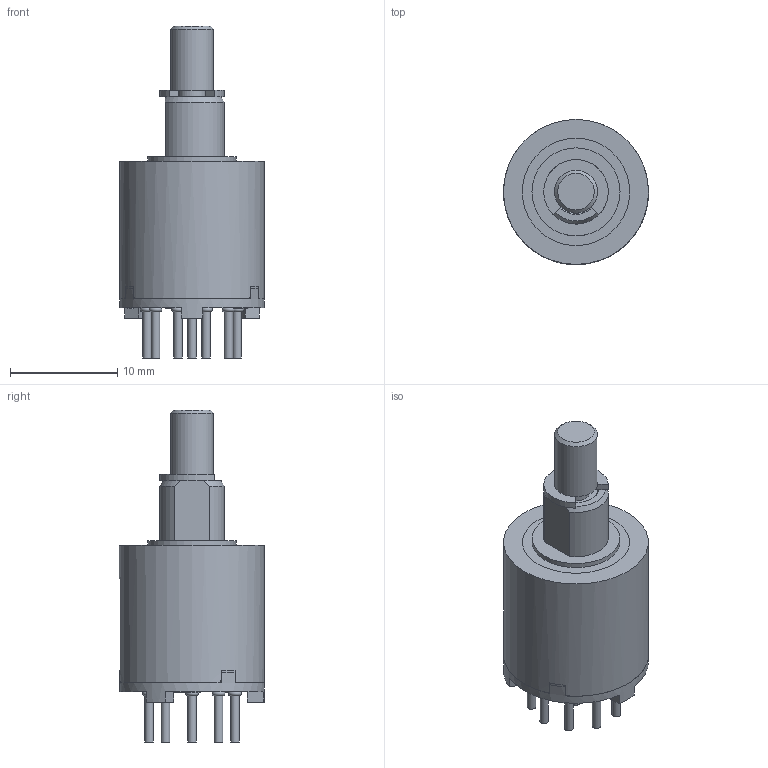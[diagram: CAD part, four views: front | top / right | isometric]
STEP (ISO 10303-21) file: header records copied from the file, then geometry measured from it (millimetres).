
FILE_DESCRIPTION (( 'STEP AP203' ), '1' );
FILE_NAME ('(-10 ;-11) 10Ï 12 47.STEP', '2020-01-15T02:21:36', ( '' ), ( '' ), 'SwSTEP 2.0', 'SolidWorks 2017', '' );
FILE_SCHEMA (( 'CONFIG_CONTROL_DESIGN' ));
Length unit declared in the file: millimetre
Products named in the file (31): 釔 8.362.003 婰膲僗闉; 匀棠.715313.006 锣隷攬寗.715313.006-01; ÔÈÌÄ.685121.011 Âàë ñ ðîòîðîì1_”ˆŒ„685121.011-10; ÌÔ 8.383.012 Ïðóæèíà1_‘¦ â ï; 淘 7.732.016 暑眚嚓騙牔ぅ氅; ﾘ瑩韭 2G10 +5 ﾃﾎﾑﾒ 3722-2014; ÔÈÌÄ.301111.009 Êîðïóñ1_„«ï á¡®àª¨; ÌÔ 6.672.002 Ïëàòà ñ êîíòàêòàìè; ÌÔ 7.721.001 Ðîëèê êîíòàêòíûé; ÔÈÌÄ.754175.002 Êîëüöî óïëîòíèòåëüíîå1_¤«ï á¡®àª¨; 杬 8.362.006 婰膲僗闉; Ïðåññ-ìàòåðèàë ÄÑÂ-2-0 ÃÎÑÒ 17478-915; ÔÈÌÄ.301111.008 Êîðïóñ â ñáîðå1 ; Ïðåññ-ìàòåðèàë ÄÑÂ-2-Ë ÃÎÑÒ 17478-915; 淘 8.245.000 暑朦鲱_寯 8.245.000-09; ÌÔ 7.814.000 Ïëàòà; (-10 ;-11) 10Ï 12 47; ÌÔ 8.389.000 Ïðóæèíà_¤«ï á¡®àª¨; 匀棠.303659.006 隅咫 翳犟圉梃1_攬寗.303659.006-10; ÔÈÌÄ.713121.005 Âòóëêà1_¤«ï á¡®àª¨
Assembly tree (23 placements, depth 5):
  釔 8.362.003 婰膲僗闉
  ÌÔ 8.383.012 Ïðóæèíà1_‘¦ â ï
  ﾘ瑩韭 2G10 +5 ﾃﾎﾑﾒ 3722-2014
  ÌÔ 7.721.001 Ðîëèê êîíòàêòíûé
  杬 8.362.006 婰膲僗闉
Bounding box: 13.5 x 13.5 x 30.9 mm (x, y, z)
Volume: 888 mm3; surface area: 2382.6 mm2
Topology: 18 solids, 18 shells, 212 faces, 501 edges, 334 vertices
Faces by surface type: plane 101, cylinder 71, bspline 23, torus 14, cone 3
Full cylindrical faces by diameter (mm): 0.8 x33, 2.45 x4, 2.5 x1, 4 x6, 8.2 x1, 10 x2, 12 x1, 13.5 x2
Entity records: 9926 total; most frequent: CARTESIAN_POINT 2385, DIRECTION 934, ORIENTED_EDGE 802, EDGE_CURVE 401, AXIS2_PLACEMENT_3D 373, EDGE_LOOP 317, VERTEX_POINT 300, FACE_OUTER_BOUND 276
